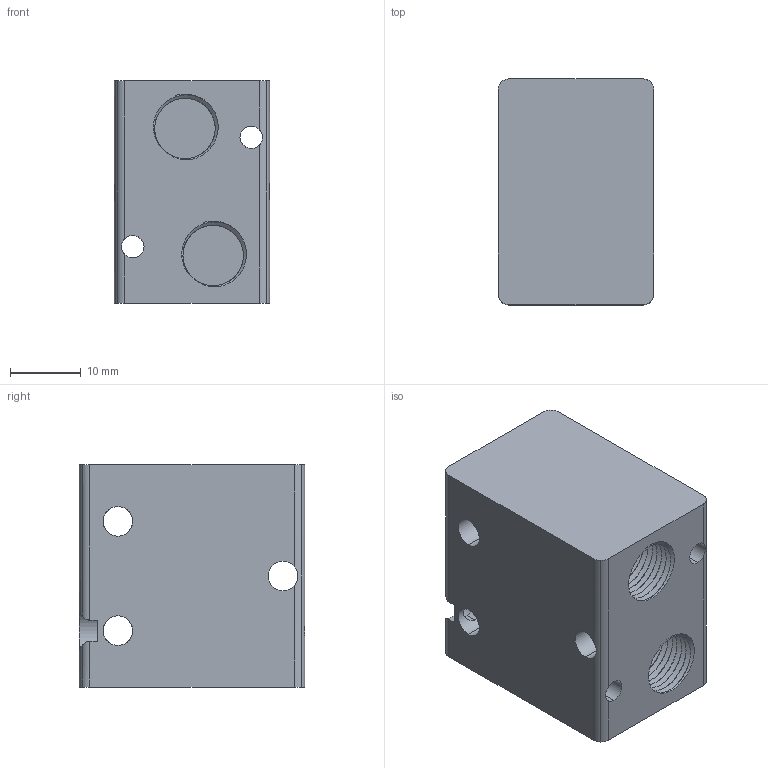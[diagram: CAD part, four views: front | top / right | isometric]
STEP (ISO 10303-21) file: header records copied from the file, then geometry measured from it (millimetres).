
FILE_DESCRIPTION((''),'2;1');
FILE_NAME('00_134_4.stp','2002-12-02T22:39:31',('Branislav Petkovic'),('AZ Pneumatica'),'AutoCAD STEP 2000i','AutoCAD 2000i','Via J. F. Kennedy, 26, 20020 Misinto (MI), ITALY');
FILE_SCHEMA(('CONFIG_CONTROL_DESIGN'));
Length unit declared in the file: millimetre
Products named in the file (5): 00_134_4; 321 TELO; PART1; X21 MEHANIKA; PART2
Assembly tree (5 placements, depth 3):
  00_134_4
    321 TELO
      PART1
    X21 MEHANIKA  x2
      PART2
Bounding box: 22 x 32 x 31.5 mm (x, y, z)
Surface area: 7231.8 mm2 (no closed solid volume)
Topology: 0 solids, 1 shells, 109 faces, 321 edges, 213 vertices
Faces by surface type: cylinder 92, plane 11, bspline 6
Entity records: 13848 total; most frequent: CARTESIAN_POINT 10008, ORIENTED_EDGE 805, DIRECTION 681, EDGE_CURVE 440, VERTEX_POINT 311, AXIS2_PLACEMENT_3D 258, VECTOR 165, LINE 165
